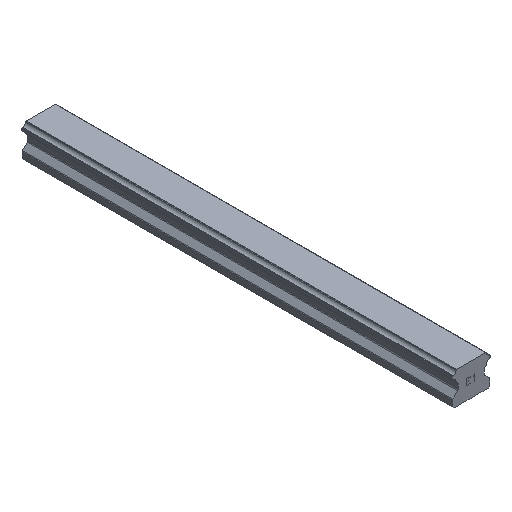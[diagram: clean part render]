
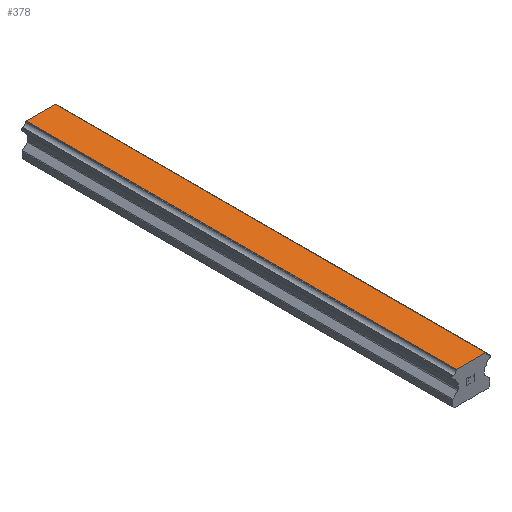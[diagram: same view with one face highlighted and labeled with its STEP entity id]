
A CAD part, isometric view. The second image highlights one B-rep face of the part: STEP entity #378.
In plain terms, the highlighted planar face has unit normal (0, 0, 1).
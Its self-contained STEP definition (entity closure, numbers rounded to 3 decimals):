
#378=ADVANCED_FACE('',(#779),#780,.T.);
#779=FACE_OUTER_BOUND('',#1201,.T.);
#780=PLANE('',#1202);
#1201=EDGE_LOOP('',(#2342,#2343,#2344,#2345));
#1202=AXIS2_PLACEMENT_3D('',#2346,#2347,#2348);
#2342=ORIENTED_EDGE('',*,*,#2918,.T.);
#2343=ORIENTED_EDGE('',*,*,#3012,.F.);
#2344=ORIENTED_EDGE('',*,*,#2780,.T.);
#2345=ORIENTED_EDGE('',*,*,#3010,.T.);
#2346=CARTESIAN_POINT('',(0.,390.0,29.));
#2347=DIRECTION('',(0.0,0.0,1.0));
#2348=DIRECTION('',(-1.0,0.0,0.0));
#2780=EDGE_CURVE('',#3410,#3408,#3411,.T.);
#2918=EDGE_CURVE('',#3641,#3639,#3642,.T.);
#3010=EDGE_CURVE('',#3408,#3641,#3756,.T.);
#3012=EDGE_CURVE('',#3410,#3639,#3758,.T.);
#3408=VERTEX_POINT('',#4301);
#3410=VERTEX_POINT('',#4304);
#3411=LINE('',#4305,#4306);
#3639=VERTEX_POINT('',#4624);
#3641=VERTEX_POINT('',#4627);
#3642=LINE('',#4628,#4629);
#3756=LINE('',#4779,#4780);
#3758=LINE('',#4782,#4783);
#4301=CARTESIAN_POINT('',(-13.251,390.0,29.));
#4304=CARTESIAN_POINT('',(13.251,390.0,29.));
#4305=CARTESIAN_POINT('',(13.251,390.0,29.));
#4306=VECTOR('',#5069,1.0);
#4624=CARTESIAN_POINT('',(13.251,0.0,29.));
#4627=CARTESIAN_POINT('',(-13.251,0.0,29.));
#4628=CARTESIAN_POINT('',(13.251,0.0,29.));
#4629=VECTOR('',#5227,1.0);
#4779=CARTESIAN_POINT('',(-13.251,390.0,29.));
#4780=VECTOR('',#5327,1.0);
#4782=CARTESIAN_POINT('',(13.251,390.0,29.));
#4783=VECTOR('',#5328,1.0);
#5069=DIRECTION('',(-1.0,0.0,0.0));
#5227=DIRECTION('',(1.0,0.0,0.0));
#5327=DIRECTION('',(0.0,-1.0,0.0));
#5328=DIRECTION('',(0.0,-1.0,0.0));
